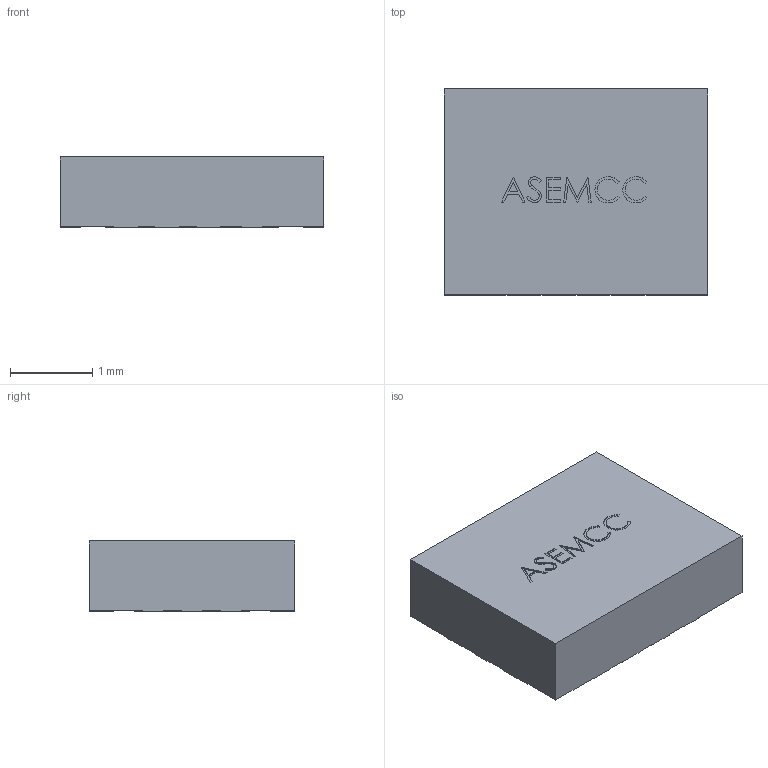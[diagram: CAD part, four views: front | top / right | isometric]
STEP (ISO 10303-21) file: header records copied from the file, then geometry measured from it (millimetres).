
FILE_DESCRIPTION (( 'STEP AP214' ), '1' );
FILE_NAME ('ASEMCC.STEP', '2013-08-20T11:49:59', ( '' ), ( '' ), 'SwSTEP 2.0', 'SolidWorks 2012', '' );
FILE_SCHEMA (( 'AUTOMOTIVE_DESIGN' ));
Length unit declared in the file: millimetre
Products named in the file (1): ASEMCC
Bounding box: 3.2 x 2.5 x 0.85 mm (x, y, z)
Volume: 6.8 mm3; surface area: 25.9 mm2
Topology: 1 solids, 1 shells, 150 faces, 420 edges, 280 vertices
Faces by surface type: plane 117, bspline 33
Entity records: 8138 total; most frequent: CARTESIAN_POINT 2812, ORIENTED_EDGE 840, DIRECTION 590, EDGE_CURVE 420, LINE 354, VECTOR 354, VERTEX_POINT 280, EDGE_LOOP 158
